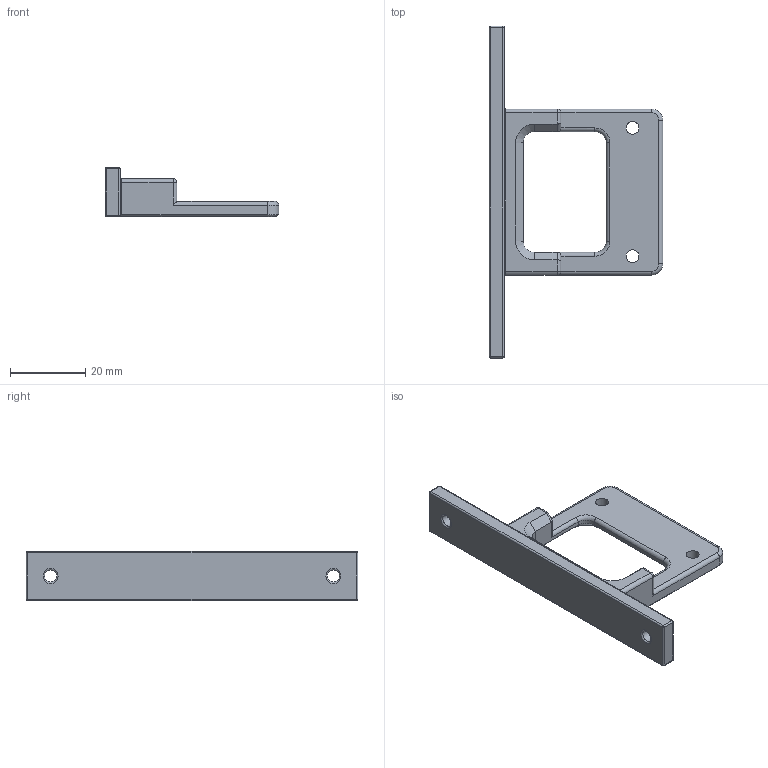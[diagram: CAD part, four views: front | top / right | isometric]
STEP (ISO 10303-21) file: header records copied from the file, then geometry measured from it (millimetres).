
FILE_DESCRIPTION(/* description */ (''),/* implementation_level */ '2;1');
FILE_NAME(/* name */ 'K3_TL_Runout_Sensor.step',/* time_stamp */ '2021-12-09T15:41:45-06:00',/* author */ (''),/* organization */ (''),/* preprocessor_version */ 'ST-DEVELOPER v18.1',/* originating_system */ 'Autodesk Translation Framework v10.10.0.1391',/* authorisation */ '');
FILE_SCHEMA (('AUTOMOTIVE_DESIGN { 1 0 10303 214 3 1 1 }'));
Length unit declared in the file: millimetre
Products named in the file (1): TL_Runout_Sensor_final
Bounding box: 46 x 88 x 13 mm (x, y, z)
Volume: 10702.2 mm3; surface area: 6123.3 mm2
Topology: 1 solids, 1 shells, 99 faces, 224 edges, 126 vertices
Faces by surface type: cylinder 42, plane 27, torus 10, sphere 10, cone 10
Full cylindrical faces by diameter (mm): 3.2 x2, 3.4 x2
Entity records: 2780 total; most frequent: DIRECTION 526, CARTESIAN_POINT 450, ORIENTED_EDGE 448, EDGE_CURVE 224, AXIS2_PLACEMENT_3D 202, VERTEX_POINT 126, LINE 122, VECTOR 122
